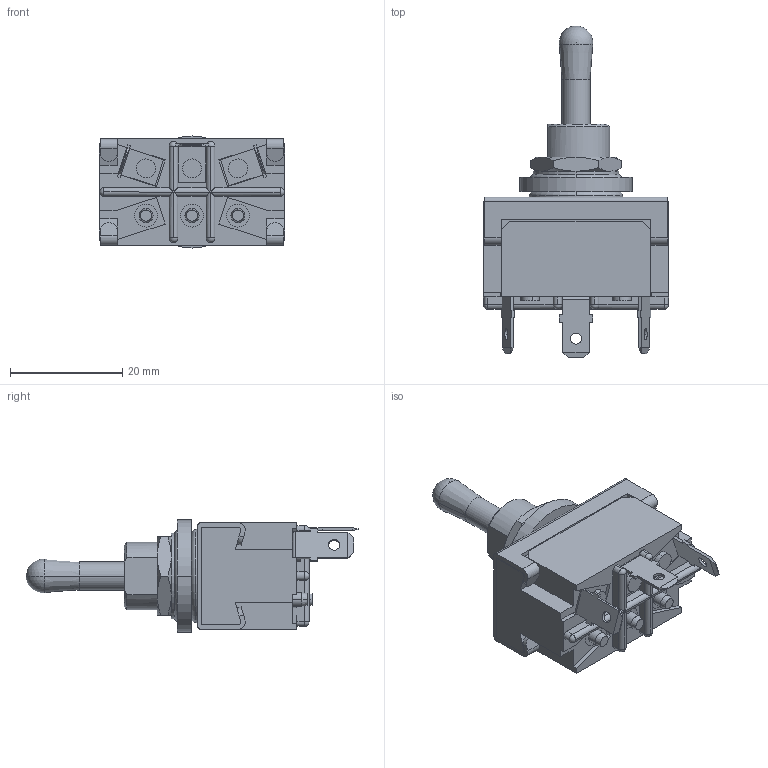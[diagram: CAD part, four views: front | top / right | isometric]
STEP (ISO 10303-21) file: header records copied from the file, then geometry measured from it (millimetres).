
FILE_DESCRIPTION (( 'STEP AP203' ), '1' );
FILE_NAME ('ATE04W.STEP', '2020-03-15T23:58:07', ( '' ), ( '' ), 'SwSTEP 2.0', 'SolidWorks 2018', '' );
FILE_SCHEMA (( 'CONFIG_CONTROL_DESIGN' ));
Length unit declared in the file: millimetre
Products named in the file (11): ダミー端子 (Aシリーズ); 9803 0458 20(L儚僢僔儍乕)model; 下組 単極(2極ケース) 4端子 (Aシリーズ); 上組 スリーブ組 防水トグル単-2極 (Aシリーズ); 9801 0063 20(ナット)model; 4端子 (Aシリーズ); 僼儗乕儉2嬌僩僌儖 (A僔儕乕僘); ATE04W; 働乕僗 2嬌 (A僔儕乕僘); 6061 0728 20(パッキン); 僗儕乕僽慻杊悈僩僌儖 (A僔儕乕僘)
Assembly tree (14 placements, depth 3):
  ATE04W
    下組 単極(2極ケース) 4端子 (Aシリーズ)
      働乕僗 2嬌 (A僔儕乕僘)
      4端子 (Aシリーズ)  x3
      ダミー端子 (Aシリーズ)  x3
    上組 スリーブ組 防水トグル単-2極 (Aシリーズ)
      僼儗乕儉2嬌僩僌儖 (A僔儕乕僘)
      僗儕乕僽慻杊悈僩僌儖 (A僔儕乕僘)
    6061 0728 20(パッキン)
    9803 0458 20(L儚僢僔儍乕)model
    9801 0063 20(ナット)model
Bounding box: 33 x 59.2 x 20 mm (x, y, z)
Volume: 13152.3 mm3; surface area: 8685.4 mm2
Topology: 12 solids, 12 shells, 375 faces, 934 edges, 593 vertices
Faces by surface type: plane 206, cylinder 129, cone 22, torus 10, sphere 8
Entity records: 10312 total; most frequent: CARTESIAN_POINT 1711, DIRECTION 1593, ORIENTED_EDGE 1498, EDGE_CURVE 749, AXIS2_PLACEMENT_3D 560, VERTEX_POINT 478, LINE 473, VECTOR 473
